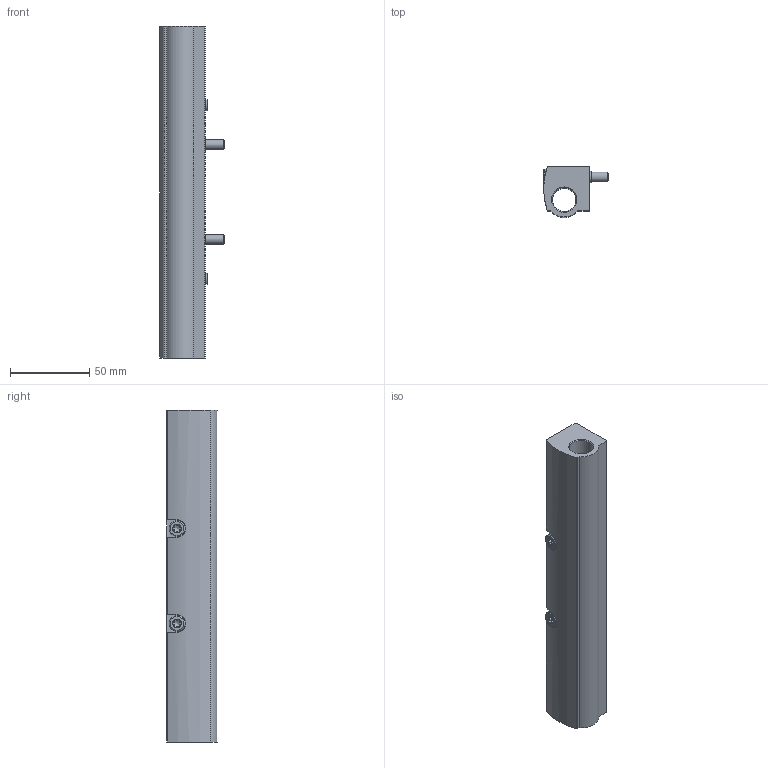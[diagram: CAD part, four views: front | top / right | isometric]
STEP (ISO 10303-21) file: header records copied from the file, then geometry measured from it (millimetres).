
FILE_DESCRIPTION(/* description */ ('STEP AP214'),/* implementation_level */ '2;1');
FILE_NAME(/* name */ '541728_DADP-DGC-40-GF',/* time_stamp */ '2024-08-12T19:51:39+02:00',/* author */ ('License CC BY-ND 4.0'),/* organization */ ('CADENAS'),/* preprocessor_version */ 'ST-DEVELOPER v19.3',/* originating_system */ 'PARTsolutions',/* authorisation */ ' ');
FILE_SCHEMA (('AUTOMOTIVE_DESIGN {1 0 10303 214 3 1 1}'));
Length unit declared in the file: millimetre
Products named in the file (4): 541728 DADP-DGC-40-GF; 541728 DADP-DGC-40-GF---(S); ISO 14579 M6x35(F); 8146544 ZBH-7-B
Assembly tree (5 placements, depth 2):
  541728 DADP-DGC-40-GF
    541728 DADP-DGC-40-GF---(S)
    ISO 14579 M6x35(F)  x2
    8146544 ZBH-7-B  x2
Bounding box: 41 x 31.96 x 210 mm (x, y, z)
Volume: 133520.5 mm3; surface area: 38749.9 mm2
Topology: 5 solids, 5 shells, 110 faces, 256 edges, 162 vertices
Faces by surface type: cylinder 50, plane 28, cone 22, torus 10
Full cylindrical faces by diameter (mm): 6 x2, 6.6 x2, 7 x1, 10 x2, 14.917 x2, 16.3 x1
Entity records: 2233 total; most frequent: CARTESIAN_POINT 495, DIRECTION 340, ORIENTED_EDGE 312, EDGE_CURVE 156, AXIS2_PLACEMENT_3D 140, VERTEX_POINT 111, FACE_BOUND 103, EDGE_LOOP 102
